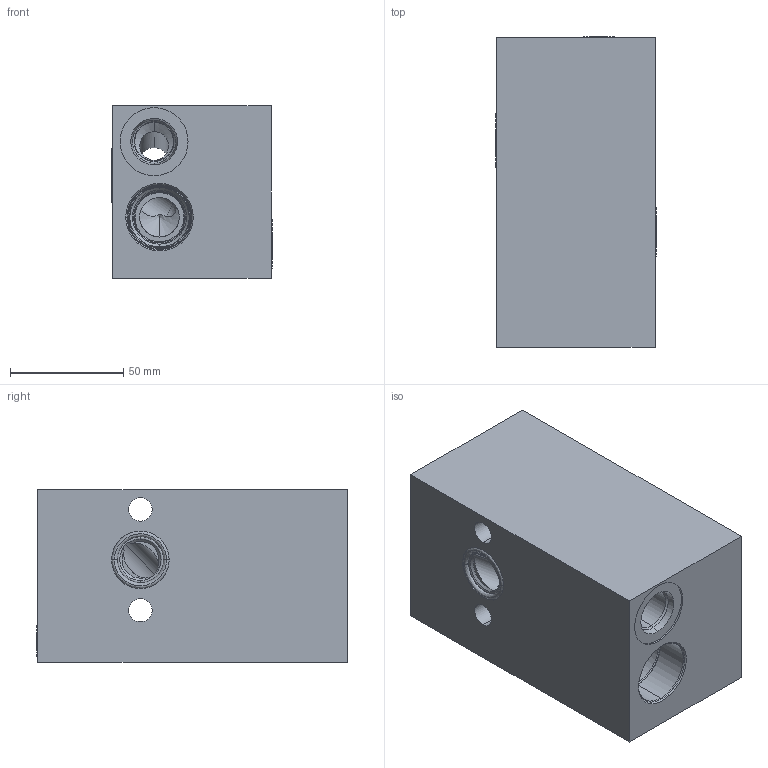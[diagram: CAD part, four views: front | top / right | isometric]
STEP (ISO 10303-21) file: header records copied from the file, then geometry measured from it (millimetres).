
FILE_DESCRIPTION((''),'2;1');
FILE_NAME('WJC_ASM','2020-01-29T',('ProEService'),(''),'PRO/ENGINEER BY PARAMETRIC TECHNOLOGY CORPORATION, 2014200','PRO/ENGINEER BY PARAMETRIC TECHNOLOGY CORPORATION, 2014200','');
FILE_SCHEMA(('CONFIG_CONTROL_DESIGN'));
Length unit declared in the file: inch
Products named in the file (5): 152-578-002; 500-001-117; A330-006-004; A330-006-008; WJC_ASM
Assembly tree (4 placements, depth 2):
  WJC_ASM
    152-578-002
    500-001-117
    A330-006-004
    A330-006-008
Bounding box: 70.87 x 137.06 x 76.2 mm (x, y, z)
Volume: 606814.6 mm3; surface area: 83895.7 mm2
Topology: 4 solids, 5 shells, 249 faces, 820 edges, 693 vertices
Faces by surface type: cylinder 90, cone 87, plane 50, torus 14, sphere 4, revolution 4
Entity records: 10459 total; most frequent: CARTESIAN_POINT 3420, DIRECTION 1504, ORIENTED_EDGE 1162, EDGE_CURVE 581, AXIS2_PLACEMENT_3D 527, VECTOR 446, LINE 446, VERTEX_POINT 349
